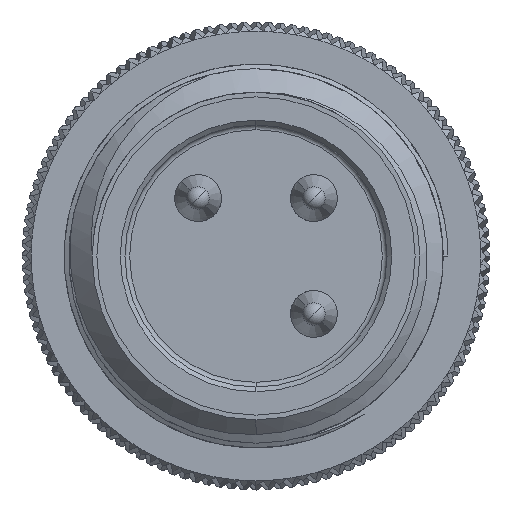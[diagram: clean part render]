
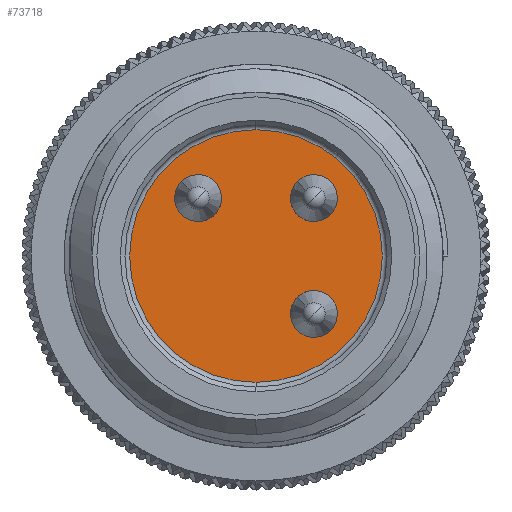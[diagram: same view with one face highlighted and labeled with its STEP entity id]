
A CAD part, left-side view. The second image highlights one B-rep face of the part: STEP entity #73718.
In plain terms, the highlighted planar face has unit normal (-1, 0, 0).
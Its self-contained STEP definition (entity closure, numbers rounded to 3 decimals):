
#1630 = CIRCLE ( 'NONE', #48659, 0.5 ) ;
#1937 = EDGE_LOOP ( 'NONE', ( #47361, #77805 ) ) ;
#3997 = DIRECTION ( 'NONE',  ( 1., 0., 0. ) ) ;
#6323 = EDGE_CURVE ( 'NONE', #97131, #54657, #47546, .T. ) ;
#8499 = ORIENTED_EDGE ( 'NONE', *, *, #17089, .T. ) ;
#11950 = CIRCLE ( 'NONE', #28346, 0.5 ) ;
#13384 = DIRECTION ( 'NONE',  ( 0., 0., -1. ) ) ;
#14429 = CIRCLE ( 'NONE', #75836, 0.5 ) ;
#15662 = VERTEX_POINT ( 'NONE', #77927 ) ;
#15805 = EDGE_LOOP ( 'NONE', ( #85179, #8499 ) ) ;
#16370 = CARTESIAN_POINT ( 'NONE',  ( 0., -1.237, -1.237 ) ) ;
#17089 = EDGE_CURVE ( 'NONE', #106542, #38832, #1630, .T. ) ;
#17513 = CARTESIAN_POINT ( 'NONE',  ( 0., 1.237, 1.737 ) ) ;
#17976 = AXIS2_PLACEMENT_3D ( 'NONE', #91744, #3997, #100729 ) ;
#18826 = CARTESIAN_POINT ( 'NONE',  ( 0., 1.237, 1.237 ) ) ;
#19632 = DIRECTION ( 'NONE',  ( 1., 0., 0. ) ) ;
#21350 = DIRECTION ( 'NONE',  ( 0., 0., -1. ) ) ;
#21468 = CARTESIAN_POINT ( 'NONE',  ( 0., 0., -2.7 ) ) ;
#22356 = EDGE_CURVE ( 'NONE', #38832, #106542, #11950, .T. ) ;
#22837 = CARTESIAN_POINT ( 'NONE',  ( 0., -1.237, -1.237 ) ) ;
#23851 = CARTESIAN_POINT ( 'NONE',  ( 0., 1.237, 0.737 ) ) ;
#25341 = EDGE_CURVE ( 'NONE', #15662, #32526, #124561, .T. ) ;
#26511 = CIRCLE ( 'NONE', #61392, 0.5 ) ;
#28346 = AXIS2_PLACEMENT_3D ( 'NONE', #81036, #120727, #73969 ) ;
#30067 = CARTESIAN_POINT ( 'NONE',  ( 0., 0., 0. ) ) ;
#30823 = VERTEX_POINT ( 'NONE', #17513 ) ;
#32526 = VERTEX_POINT ( 'NONE', #45830 ) ;
#36493 = CIRCLE ( 'NONE', #42638, 0.5 ) ;
#38832 = VERTEX_POINT ( 'NONE', #92006 ) ;
#39957 = DIRECTION ( 'NONE',  ( 1., 0., 0. ) ) ;
#40837 = DIRECTION ( 'NONE',  ( 1., 0., 0. ) ) ;
#40866 = ORIENTED_EDGE ( 'NONE', *, *, #6323, .T. ) ;
#40886 = CARTESIAN_POINT ( 'NONE',  ( 0., 0., 2.7 ) ) ;
#42009 = EDGE_LOOP ( 'NONE', ( #40866, #63239 ) ) ;
#42627 = EDGE_CURVE ( 'NONE', #32526, #15662, #14429, .T. ) ;
#42638 = AXIS2_PLACEMENT_3D ( 'NONE', #18826, #39957, #21350 ) ;
#42774 = DIRECTION ( 'NONE',  ( 0., 0., -1. ) ) ;
#44303 = ORIENTED_EDGE ( 'NONE', *, *, #102857, .T. ) ;
#44838 = AXIS2_PLACEMENT_3D ( 'NONE', #16370, #66962, #13384 ) ;
#45830 = CARTESIAN_POINT ( 'NONE',  ( 0., -1.237, -1.737 ) ) ;
#47361 = ORIENTED_EDGE ( 'NONE', *, *, #25341, .T. ) ;
#47546 = CIRCLE ( 'NONE', #102763, 2.7 ) ;
#48459 = AXIS2_PLACEMENT_3D ( 'NONE', #30067, #69154, #119091 ) ;
#48659 = AXIS2_PLACEMENT_3D ( 'NONE', #79850, #19632, #116385 ) ;
#52340 = DIRECTION ( 'NONE',  ( 0., 0., -1. ) ) ;
#52371 = DIRECTION ( 'NONE',  ( -1., 0., 0. ) ) ;
#52703 = FACE_BOUND ( 'NONE', #113978, .T. ) ;
#53343 = PLANE ( 'NONE',  #17976 ) ;
#54657 = VERTEX_POINT ( 'NONE', #40886 ) ;
#61071 = FACE_BOUND ( 'NONE', #15805, .T. ) ;
#61392 = AXIS2_PLACEMENT_3D ( 'NONE', #89405, #99624, #88163 ) ;
#61998 = CARTESIAN_POINT ( 'NONE',  ( 0., 0., 0. ) ) ;
#63239 = ORIENTED_EDGE ( 'NONE', *, *, #66691, .T. ) ;
#66691 = EDGE_CURVE ( 'NONE', #54657, #97131, #120062, .T. ) ;
#66962 = DIRECTION ( 'NONE',  ( 1., 0., 0. ) ) ;
#69154 = DIRECTION ( 'NONE',  ( -1., 0., 0. ) ) ;
#70664 = FACE_OUTER_BOUND ( 'NONE', #42009, .T. ) ;
#71945 = FACE_BOUND ( 'NONE', #1937, .T. ) ;
#73718 = ADVANCED_FACE ( 'NONE', ( #70664, #71945, #61071, #52703 ), #53343, .F. ) ;
#73969 = DIRECTION ( 'NONE',  ( 0., 0., -1. ) ) ;
#75836 = AXIS2_PLACEMENT_3D ( 'NONE', #22837, #40837, #52340 ) ;
#77805 = ORIENTED_EDGE ( 'NONE', *, *, #42627, .T. ) ;
#77927 = CARTESIAN_POINT ( 'NONE',  ( 0., -1.237, -0.737 ) ) ;
#79850 = CARTESIAN_POINT ( 'NONE',  ( 0., -1.237, 1.237 ) ) ;
#81036 = CARTESIAN_POINT ( 'NONE',  ( 0., -1.237, 1.237 ) ) ;
#85179 = ORIENTED_EDGE ( 'NONE', *, *, #22356, .T. ) ;
#88163 = DIRECTION ( 'NONE',  ( 0., 0., -1. ) ) ;
#89405 = CARTESIAN_POINT ( 'NONE',  ( 0., 1.237, 1.237 ) ) ;
#91744 = CARTESIAN_POINT ( 'NONE',  ( 0., 2.8, 0. ) ) ;
#92006 = CARTESIAN_POINT ( 'NONE',  ( 0., -1.237, 1.737 ) ) ;
#95055 = ORIENTED_EDGE ( 'NONE', *, *, #116964, .T. ) ;
#97131 = VERTEX_POINT ( 'NONE', #21468 ) ;
#99624 = DIRECTION ( 'NONE',  ( 1., 0., 0. ) ) ;
#100729 = DIRECTION ( 'NONE',  ( 0., 0., -1. ) ) ;
#102763 = AXIS2_PLACEMENT_3D ( 'NONE', #61998, #52371, #42774 ) ;
#102857 = EDGE_CURVE ( 'NONE', #30823, #106319, #36493, .T. ) ;
#106319 = VERTEX_POINT ( 'NONE', #23851 ) ;
#106542 = VERTEX_POINT ( 'NONE', #119829 ) ;
#113978 = EDGE_LOOP ( 'NONE', ( #44303, #95055 ) ) ;
#116385 = DIRECTION ( 'NONE',  ( 0., 0., -1. ) ) ;
#116964 = EDGE_CURVE ( 'NONE', #106319, #30823, #26511, .T. ) ;
#119091 = DIRECTION ( 'NONE',  ( 0., 0., -1. ) ) ;
#119829 = CARTESIAN_POINT ( 'NONE',  ( 0., -1.237, 0.737 ) ) ;
#120062 = CIRCLE ( 'NONE', #48459, 2.7 ) ;
#120727 = DIRECTION ( 'NONE',  ( 1., 0., 0. ) ) ;
#124561 = CIRCLE ( 'NONE', #44838, 0.5 ) ;
